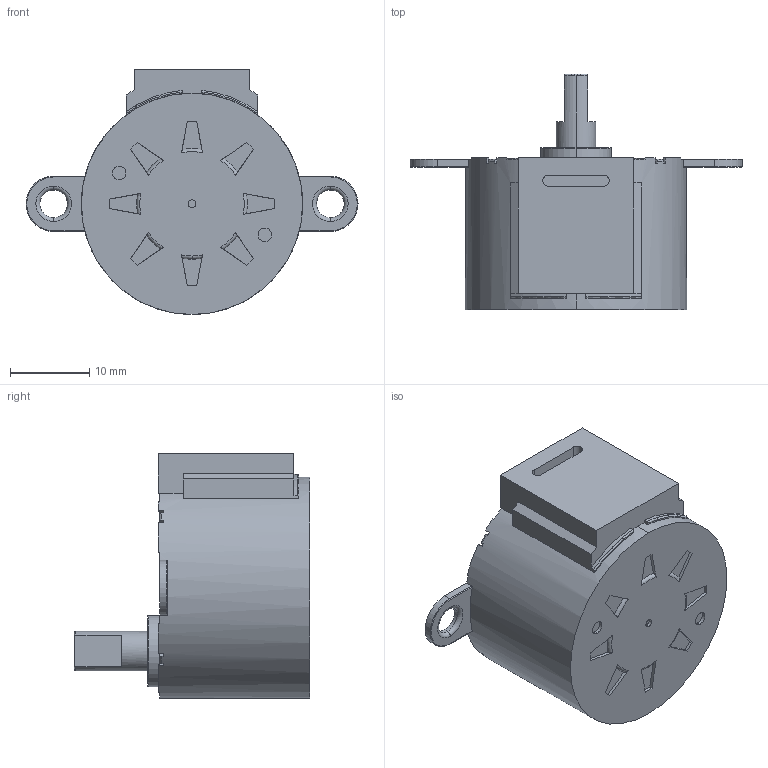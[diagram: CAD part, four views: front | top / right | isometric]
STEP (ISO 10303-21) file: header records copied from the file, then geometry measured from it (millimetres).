
FILE_DESCRIPTION (( 'STEP AP214' ), '1' );
FILE_NAME ('28byj-48 5v stepper motor.STEP', '2022-04-29T17:25:14', ( '' ), ( '' ), 'SwSTEP 2.0', 'SolidWorks 2022', '' );
FILE_SCHEMA (( 'AUTOMOTIVE_DESIGN' ));
Length unit declared in the file: millimetre
Products named in the file (1): 28byj-48 5v stepper motor
Bounding box: 42 x 29.8 x 31 mm (x, y, z)
Volume: 12911.7 mm3; surface area: 3734.6 mm2
Topology: 1 solids, 1 shells, 232 faces, 596 edges, 393 vertices
Faces by surface type: plane 135, cylinder 67, torus 30
Entity records: 7855 total; most frequent: CARTESIAN_POINT 1482, DIRECTION 1233, ORIENTED_EDGE 1192, EDGE_CURVE 596, AXIS2_PLACEMENT_3D 448, VERTEX_POINT 393, LINE 337, VECTOR 337
